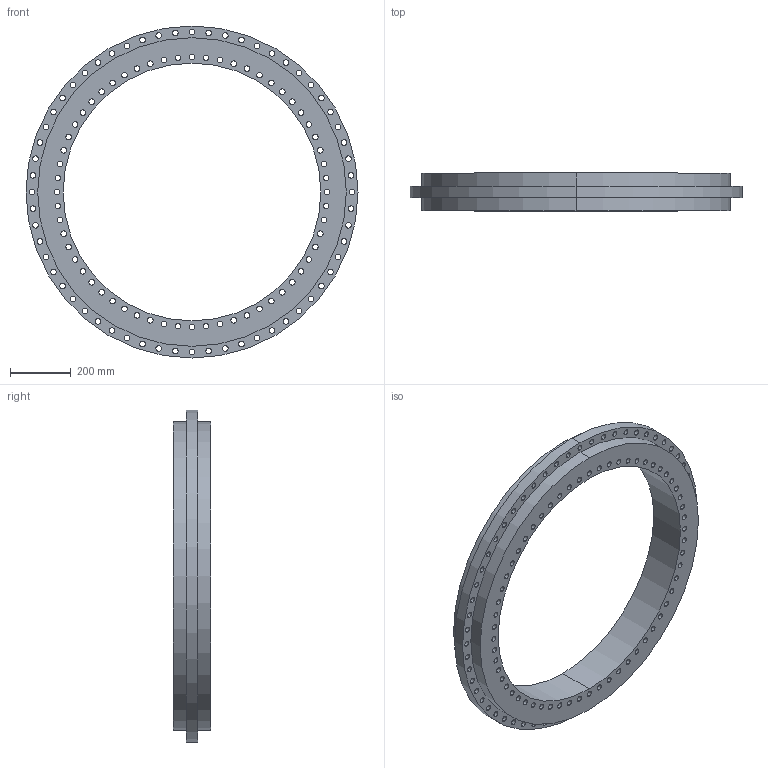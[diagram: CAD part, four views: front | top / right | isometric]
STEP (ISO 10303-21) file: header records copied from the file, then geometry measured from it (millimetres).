
FILE_DESCRIPTION (( 'STEP AP214' ), '1' );
FILE_NAME ('YRT850.STEP', '2015-03-04T06:12:13', ( 'User' ), ( 'china' ), 'SwSTEP 2.0', 'SolidWorks 2010', '' );
FILE_SCHEMA (( 'AUTOMOTIVE_DESIGN' ));
Length unit declared in the file: millimetre
Products named in the file (1): YRT850
Bounding box: 1095 x 124 x 1095 mm (x, y, z)
Volume: 32427168.3 mm3; surface area: 2006122.1 mm2
Topology: 1 solids, 1 shells, 432 faces, 1104 edges, 736 vertices
Faces by surface type: cylinder 368, plane 64
Entity records: 14042 total; most frequent: DIRECTION 2706, CARTESIAN_POINT 2273, ORIENTED_EDGE 2208, AXIS2_PLACEMENT_3D 1169, EDGE_CURVE 1104, CIRCLE 736, VERTEX_POINT 736, EDGE_LOOP 736
